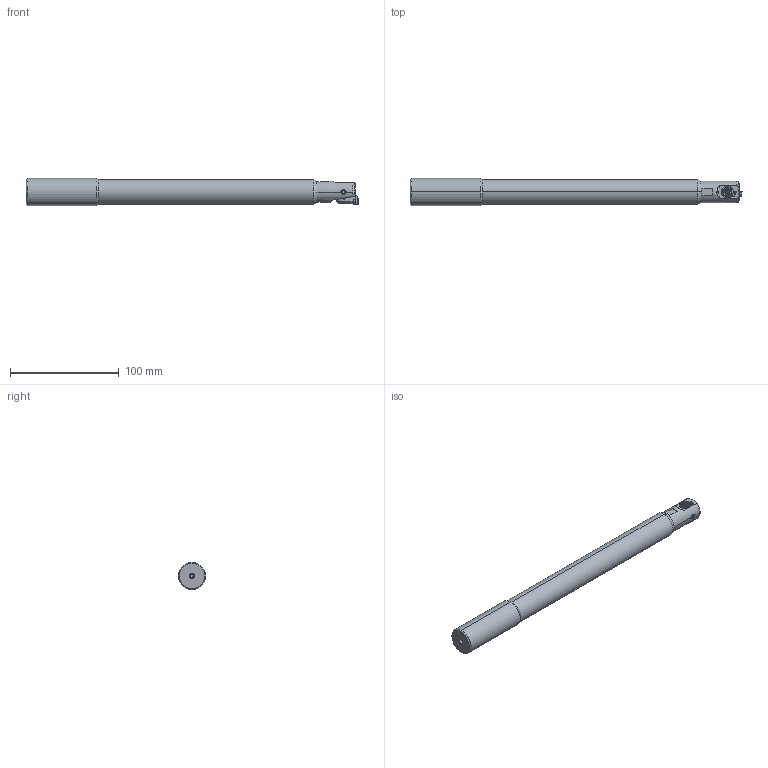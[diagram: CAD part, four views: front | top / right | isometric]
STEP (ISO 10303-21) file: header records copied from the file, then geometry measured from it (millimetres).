
FILE_DESCRIPTION (( 'STEP AP203' ), '1' );
FILE_NAME ('B84.025.023.265.STEP', '2018-03-06T12:06:49', ( 'SWIAdmin' ), ( 'Hewlett-Packard Company' ), 'SwSTEP 2.0', 'SolidWorks 2017', '' );
FILE_SCHEMA (( 'CONFIG_CONTROL_DESIGN' ));
Length unit declared in the file: millimetre
Products named in the file (24): ISO 4026 - M4 x 3; F20-WCA.001.005; F20-BG2.011.003_A; F20; F20-ER1.101.006_A; F20-BG2.011.004_A; F20-WCA.001.005_D_fertigbearbeitet; D23-D20.HP4.003_A; DIN 3771 - 11x1_x; CCMT060204; HP4-ER2.008.028_A; F20-BG2.007.006_A; HP4-F20.024.041_f〉 D23-Schaft; F20-BG1.008.006_A; U25-HP4.023.265_A; HP4-ER1.015.035_A; F20-BG1.012.011; HP4-F20.024.041_A; B84.025.023.265; F20-BG3.004.017_A; F20-BG1.002.011_C; Klebstoff D4; WCA-ER2.001.006_A; F20-BG2.008.009_A
Assembly tree (23 placements, depth 5):
  B84.025.023.265
    U25-HP4.023.265_A
    HP4-F20.024.041_f〉 D23-Schaft
      HP4-F20.024.041_A
      F20
        F20-BG1.012.011
          F20-BG1.002.011_C
          F20-BG2.008.009_A
          F20-BG2.011.003_A
          F20-BG2.011.004_A
          DIN 3771 - 11x1_x
          F20-BG2.007.006_A
          F20-BG1.008.006_A
        F20-BG3.004.017_A
        Klebstoff D4
        ISO 4026 - M4 x 3
      F20-WCA.001.005
        F20-WCA.001.005_D_fertigbearbeitet
        CCMT060204
        WCA-ER2.001.006_A
      F20-ER1.101.006_A
      D23-D20.HP4.003_A
      HP4-ER2.008.028_A
    HP4-ER1.015.035_A
Bounding box: 306 x 25 x 25 mm (x, y, z)
Volume: 121909.3 mm3; surface area: 38218.9 mm2
Topology: 19 solids, 19 shells, 831 faces, 2103 edges, 1319 vertices
Faces by surface type: plane 344, cone 210, cylinder 166, torus 61, bspline 48, sphere 2
Entity records: 30220 total; most frequent: CARTESIAN_POINT 8596, ORIENTED_EDGE 4178, DIRECTION 3736, EDGE_CURVE 2089, AXIS2_PLACEMENT_3D 1464, VERTEX_POINT 1319, EDGE_LOOP 890, FACE_OUTER_BOUND 831
